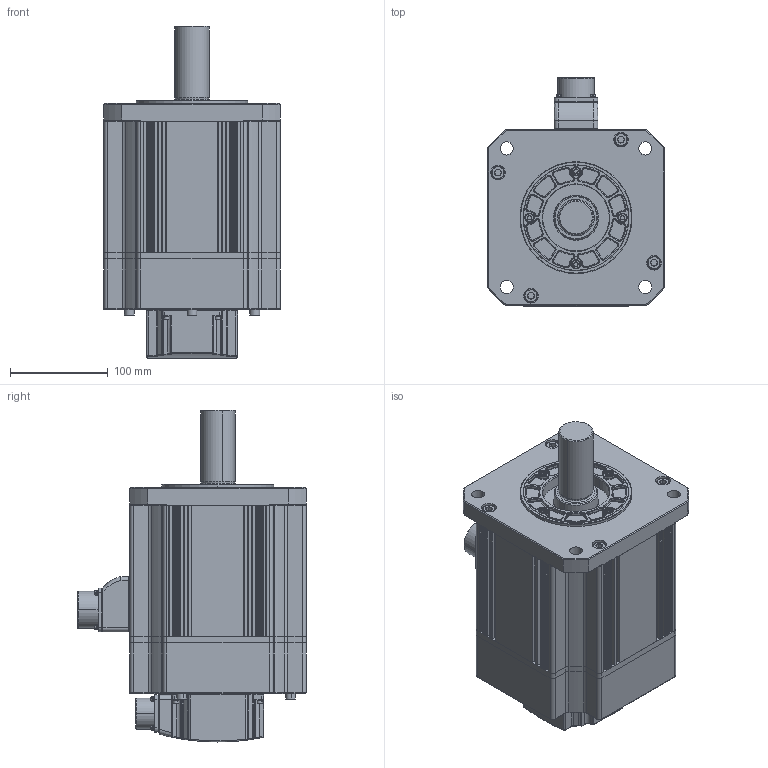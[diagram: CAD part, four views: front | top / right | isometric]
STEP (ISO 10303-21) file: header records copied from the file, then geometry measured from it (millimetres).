
FILE_DESCRIPTION (( 'STEP AP214' ), '1' );
FILE_NAME ('FM18GA004G02_Out Line(APM-FF50A_N2,FF35D_N2,FF30G_N2,FF20M_N2).STEP', '2018-12-05T06:05:53', ( '' ), ( '' ), 'SwSTEP 2.0', 'SolidWorks 2011', '' );
FILE_SCHEMA (( 'AUTOMOTIVE_DESIGN' ));
Length unit declared in the file: millimetre
Products named in the file (1): FM18GA004G02_Out Line(APM-FF50A_N2,FF35D_N2,FF30G_N2,FF20M_N2)
Bounding box: 180 x 233 x 338.9 mm (x, y, z)
Volume: 6448844.8 mm3; surface area: 583023.3 mm2
Topology: 63 solids, 63 shells, 2497 faces, 6224 edges, 3932 vertices
Faces by surface type: cylinder 947, plane 812, cone 283, torus 261, bspline 194
Entity records: 113268 total; most frequent: CARTESIAN_POINT 25135, DIRECTION 12964, ORIENTED_EDGE 12320, EDGE_CURVE 6160, AXIS2_PLACEMENT_3D 5059, VERTEX_POINT 3932, LINE 2846, VECTOR 2846
